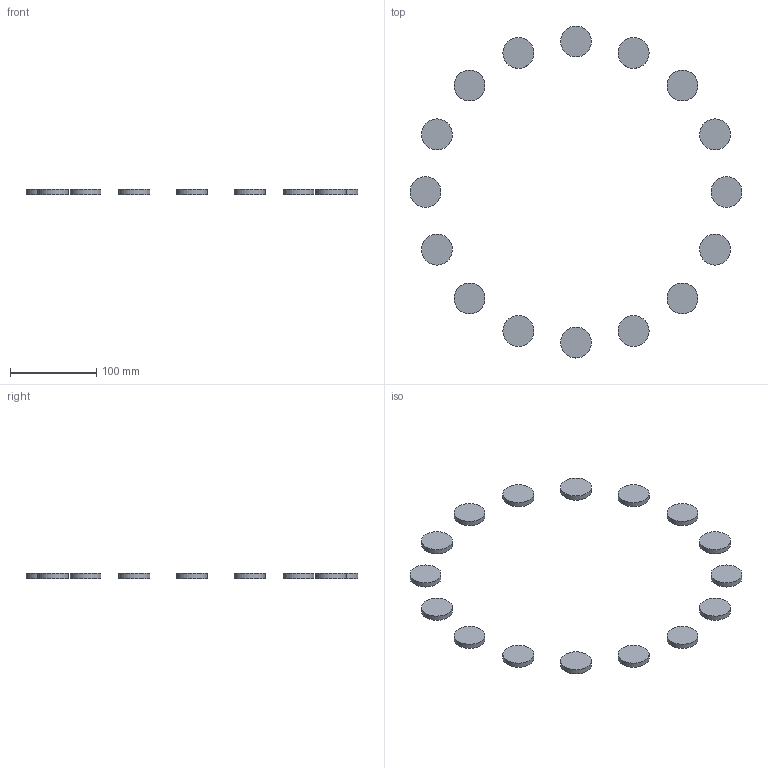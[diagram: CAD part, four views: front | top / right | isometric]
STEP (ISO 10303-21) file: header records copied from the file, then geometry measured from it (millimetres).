
FILE_DESCRIPTION(('FreeCAD Model'),'2;1');
FILE_NAME('Open CASCADE Shape Model','2022-01-07T12:20:29',('Author'),( ''),'Open CASCADE STEP processor 7.4','FreeCAD','Unknown');
FILE_SCHEMA(('AUTOMOTIVE_DESIGN { 1 0 10303 214 1 1 1 1 }'));
Length unit declared in the file: millimetre
Products named in the file (2): Array003; Cylinder007
Assembly tree (16 placements, depth 2):
  Array003
    Cylinder007  x16
Bounding box: 386 x 386 x 6 mm (x, y, z)
Volume: 97716.1 mm3; surface area: 43429.4 mm2
Topology: 16 solids, 16 shells, 48 faces, 48 edges, 32 vertices
Faces by surface type: plane 32, cylinder 16
Full cylindrical faces by diameter (mm): 36 x16
Entity records: 258 total; most frequent: DIRECTION 51, CARTESIAN_POINT 31, AXIS2_PLACEMENT_3D 22, PRODUCT_DEFINITION_SHAPE 18, CONTEXT_DEPENDENT_SHAPE_REPRESENTATION 16, ITEM_DEFINED_TRANSFORMATION 16, NEXT_ASSEMBLY_USAGE_OCCURRENCE 16, ORIENTED_EDGE 6
